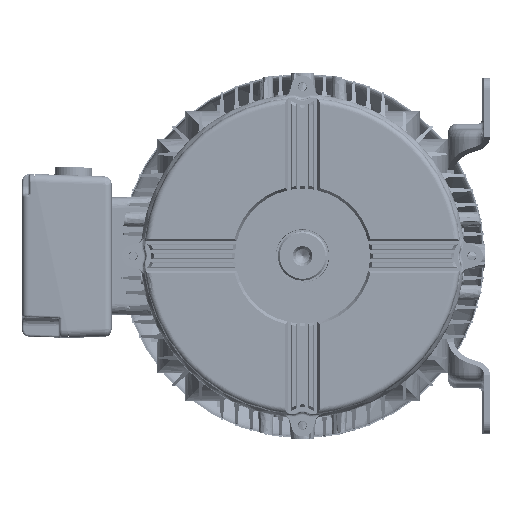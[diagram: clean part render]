
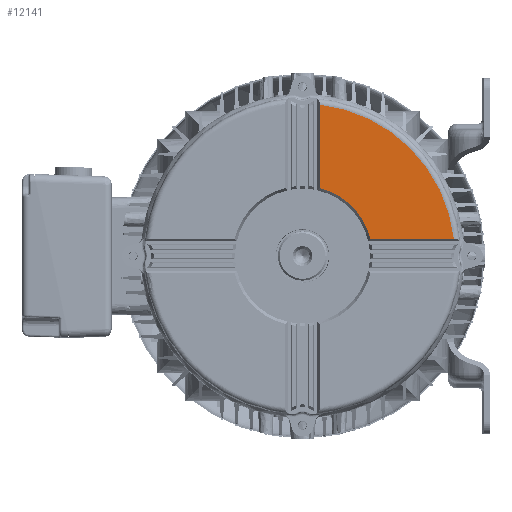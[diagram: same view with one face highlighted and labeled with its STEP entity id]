
A CAD part, left-side view. The second image highlights one B-rep face of the part: STEP entity #12141.
In plain terms, the highlighted planar face has unit normal (-1, 0, 0).
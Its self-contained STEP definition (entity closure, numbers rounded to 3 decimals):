
#12141 = ADVANCED_FACE( '', ( #28600 ), #28601, .T. );
#28600 = FACE_OUTER_BOUND( '', #72010, .T. );
#28601 = PLANE( '', #72011 );
#72010 = EDGE_LOOP( '', ( #141959, #141960, #141961, #141962 ) );
#72011 = AXIS2_PLACEMENT_3D( '', #141963, #141964, #141965 );
#141959 = ORIENTED_EDGE( '', *, *, #182189, .F. );
#141960 = ORIENTED_EDGE( '', *, *, #191120, .T. );
#141961 = ORIENTED_EDGE( '', *, *, #179337, .T. );
#141962 = ORIENTED_EDGE( '', *, *, #191121, .F. );
#141963 = CARTESIAN_POINT( '', ( -35.5, 0., 59.809 ) );
#141964 = DIRECTION( '', ( -1., 0., 0. ) );
#141965 = DIRECTION( '', ( 0., -1., 0. ) );
#179337 = EDGE_CURVE( '', #206178, #206179, #206180, .T. );
#182189 = EDGE_CURVE( '', #211092, #211094, #211095, .T. );
#191120 = EDGE_CURVE( '', #211092, #206178, #225164, .T. );
#191121 = EDGE_CURVE( '', #211094, #206179, #225165, .T. );
#206178 = VERTEX_POINT( '', #255210 );
#206179 = VERTEX_POINT( '', #255211 );
#206180 = LINE( '', #255212, #255213 );
#211092 = VERTEX_POINT( '', #271230 );
#211094 = VERTEX_POINT( '', #271247 );
#211095 = LINE( '', #271248, #271249 );
#225164 = CIRCLE( '', #311565, 130. );
#225165 = CIRCLE( '', #311566, 59.809 );
#255210 = CARTESIAN_POINT( '', ( -35.5, -14.809, 129.154 ) );
#255211 = CARTESIAN_POINT( '', ( -35.5, -14.809, 57.947 ) );
#255212 = CARTESIAN_POINT( '', ( -35.5, -14.809, 150. ) );
#255213 = VECTOR( '', #351755, 1000. );
#271230 = CARTESIAN_POINT( '', ( -35.5, -129.154, 14.809 ) );
#271247 = CARTESIAN_POINT( '', ( -35.5, -57.947, 14.809 ) );
#271248 = CARTESIAN_POINT( '', ( -35.5, -150., 14.809 ) );
#271249 = VECTOR( '', #354910, 1000. );
#311565 = AXIS2_PLACEMENT_3D( '', #365908, #365909, #365910 );
#311566 = AXIS2_PLACEMENT_3D( '', #365911, #365912, #365913 );
#351755 = DIRECTION( '', ( 0., 0., -1. ) );
#354910 = DIRECTION( '', ( 0., 1., 0. ) );
#365908 = CARTESIAN_POINT( '', ( -35.5, 0., 0. ) );
#365909 = DIRECTION( '', ( -1., 0., 0. ) );
#365910 = DIRECTION( '', ( 0., -1., 0. ) );
#365911 = CARTESIAN_POINT( '', ( -35.5, 0., 0. ) );
#365912 = DIRECTION( '', ( -1., 0., 0. ) );
#365913 = DIRECTION( '', ( 0., -1., 0. ) );
